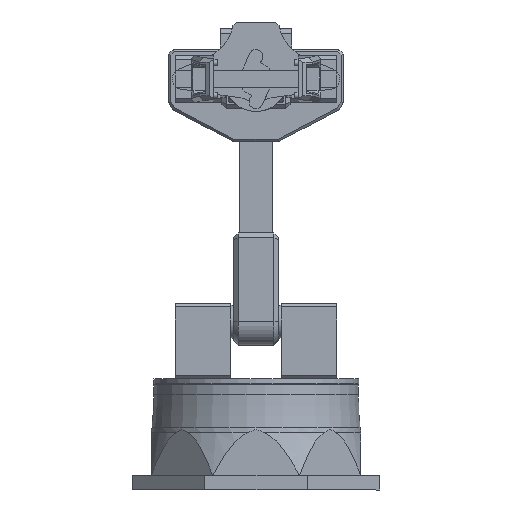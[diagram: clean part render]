
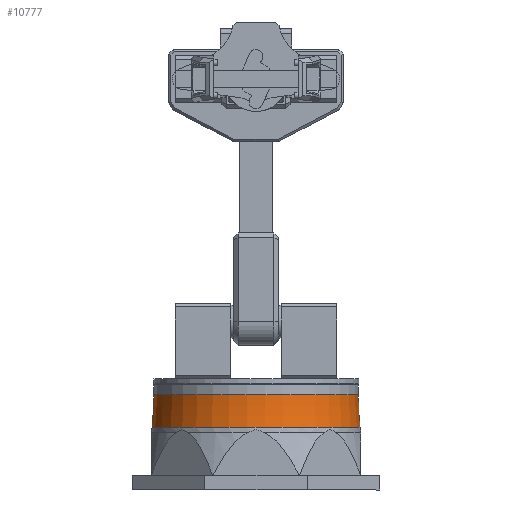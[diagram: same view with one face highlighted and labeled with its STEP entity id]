
A CAD part, front view. The second image highlights one B-rep face of the part: STEP entity #10777.
In plain terms, the highlighted toroidal (fillet/blend) face has major radius 263.5 mm and minor radius 200 mm.
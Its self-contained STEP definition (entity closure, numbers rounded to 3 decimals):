
#146=TOROIDAL_SURFACE('',#11556,263.5,200.);
#340=CIRCLE('',#11537,64.503);
#341=CIRCLE('',#11538,64.503);
#342=CIRCLE('',#11539,64.503);
#358=CIRCLE('',#11557,200.);
#359=CIRCLE('',#11558,63.5);
#360=CIRCLE('',#11559,63.5);
#361=CIRCLE('',#11560,63.5);
#712=FACE_OUTER_BOUND('',#1349,.T.);
#1349=EDGE_LOOP('',(#7273,#7274,#7275,#7276,#7277,#7278,#7279,#7280));
#4502=VERTEX_POINT('',#15911);
#4503=VERTEX_POINT('',#15913);
#4504=VERTEX_POINT('',#15915);
#4525=VERTEX_POINT('',#15963);
#4526=VERTEX_POINT('',#15965);
#4527=VERTEX_POINT('',#15967);
#5555=EDGE_CURVE('',#4503,#4502,#340,.T.);
#5556=EDGE_CURVE('',#4504,#4503,#341,.T.);
#5557=EDGE_CURVE('',#4502,#4504,#342,.T.);
#5581=EDGE_CURVE('',#4503,#4525,#358,.T.);
#5582=EDGE_CURVE('',#4525,#4526,#359,.T.);
#5583=EDGE_CURVE('',#4526,#4527,#360,.T.);
#5584=EDGE_CURVE('',#4527,#4525,#361,.T.);
#7273=ORIENTED_EDGE('',*,*,#5556,.T.);
#7274=ORIENTED_EDGE('',*,*,#5581,.T.);
#7275=ORIENTED_EDGE('',*,*,#5582,.T.);
#7276=ORIENTED_EDGE('',*,*,#5583,.T.);
#7277=ORIENTED_EDGE('',*,*,#5584,.T.);
#7278=ORIENTED_EDGE('',*,*,#5581,.F.);
#7279=ORIENTED_EDGE('',*,*,#5555,.T.);
#7280=ORIENTED_EDGE('',*,*,#5557,.T.);
#10777=ADVANCED_FACE('',(#712),#146,.F.);
#11537=AXIS2_PLACEMENT_3D('',#15914,#12637,#12638);
#11538=AXIS2_PLACEMENT_3D('',#15916,#12639,#12640);
#11539=AXIS2_PLACEMENT_3D('',#15917,#12641,#12642);
#11556=AXIS2_PLACEMENT_3D('',#15962,#12683,#12684);
#11557=AXIS2_PLACEMENT_3D('',#15964,#12685,#12686);
#11558=AXIS2_PLACEMENT_3D('',#15966,#12687,#12688);
#11559=AXIS2_PLACEMENT_3D('',#15968,#12689,#12690);
#11560=AXIS2_PLACEMENT_3D('',#15969,#12691,#12692);
#12637=DIRECTION('center_axis',(0.,1.,0.));
#12638=DIRECTION('ref_axis',(0.,0.,-1.));
#12639=DIRECTION('center_axis',(0.,1.,0.));
#12640=DIRECTION('ref_axis',(0.,0.,-1.));
#12641=DIRECTION('center_axis',(0.,1.,0.));
#12642=DIRECTION('ref_axis',(0.,0.,-1.));
#12683=DIRECTION('center_axis',(0.,1.,0.));
#12684=DIRECTION('ref_axis',(0.,0.,1.));
#12685=DIRECTION('center_axis',(-1.,0.,0.));
#12686=DIRECTION('ref_axis',(0.,0.,-1.));
#12687=DIRECTION('center_axis',(0.,-1.,0.));
#12688=DIRECTION('ref_axis',(0.,0.,-1.));
#12689=DIRECTION('center_axis',(0.,-1.,0.));
#12690=DIRECTION('ref_axis',(0.,0.,-1.));
#12691=DIRECTION('center_axis',(0.,-1.,0.));
#12692=DIRECTION('ref_axis',(0.,0.,-1.));
#15911=CARTESIAN_POINT('',(-64.503,29.825,0.));
#15913=CARTESIAN_POINT('',(0.,29.825,-64.503));
#15914=CARTESIAN_POINT('Origin',(0.,29.825,
0.));
#15915=CARTESIAN_POINT('',(64.503,29.825,0.));
#15916=CARTESIAN_POINT('Origin',(0.,29.825,
0.));
#15917=CARTESIAN_POINT('Origin',(0.,29.825,
0.));
#15962=CARTESIAN_POINT('Origin',(0.,49.825,0.));
#15963=CARTESIAN_POINT('',(0.,49.825,-63.5));
#15964=CARTESIAN_POINT('Origin',(0.,49.825,
-263.5));
#15965=CARTESIAN_POINT('',(63.5,49.825,0.));
#15966=CARTESIAN_POINT('Origin',(0.,49.825,0.));
#15967=CARTESIAN_POINT('',(-63.5,49.825,0.));
#15968=CARTESIAN_POINT('Origin',(0.,49.825,0.));
#15969=CARTESIAN_POINT('Origin',(0.,49.825,0.));
